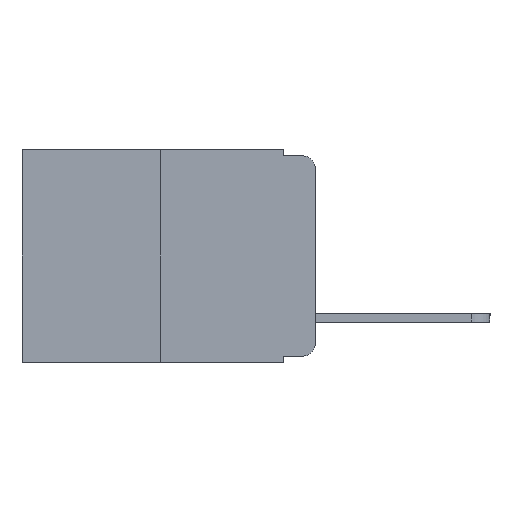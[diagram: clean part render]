
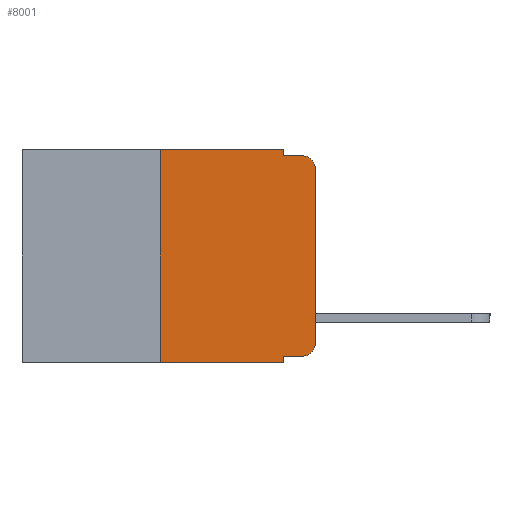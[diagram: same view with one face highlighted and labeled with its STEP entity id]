
A CAD part, left-side view. The second image highlights one B-rep face of the part: STEP entity #8001.
In plain terms, the highlighted planar face has unit normal (-1, 0, 0).
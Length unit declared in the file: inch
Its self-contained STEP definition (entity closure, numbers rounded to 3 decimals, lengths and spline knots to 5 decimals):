
#51 = CARTESIAN_POINT ( 'NONE',  ( 0., 0.051, -0.01 ) ) ;
#469 = DIRECTION ( 'NONE',  ( 0., 0., -1. ) ) ;
#1190 = DIRECTION ( 'NONE',  ( -1., 0., 0. ) ) ;
#1319 = VECTOR ( 'NONE', #5989, 39.37008 ) ;
#1373 = CARTESIAN_POINT ( 'NONE',  ( 0., 0.02, -0.03 ) ) ;
#1424 = VERTEX_POINT ( 'NONE', #6267 ) ;
#1610 = ORIENTED_EDGE ( 'NONE', *, *, #2995, .T. ) ;
#1685 = ORIENTED_EDGE ( 'NONE', *, *, #3814, .T. ) ;
#1973 = DIRECTION ( 'NONE',  ( 0., 0., 1. ) ) ;
#2048 = DIRECTION ( 'NONE',  ( 0., 0., -1. ) ) ;
#2051 = CIRCLE ( 'NONE', #5672, 0.02 ) ;
#2096 = DIRECTION ( 'NONE',  ( 0., 0., -1. ) ) ;
#2417 = CARTESIAN_POINT ( 'NONE',  ( 0., 0.25, -0.343 ) ) ;
#2533 = VERTEX_POINT ( 'NONE', #9355 ) ;
#2744 = VECTOR ( 'NONE', #2096, 39.37008 ) ;
#2786 = DIRECTION ( 'NONE',  ( 0., 0., -1. ) ) ;
#2825 = LINE ( 'NONE', #5857, #8853 ) ;
#2995 = EDGE_CURVE ( 'NONE', #13776, #1424, #2051, .T. ) ;
#3391 = LINE ( 'NONE', #4557, #11992 ) ;
#3402 = ORIENTED_EDGE ( 'NONE', *, *, #4630, .F. ) ;
#3413 = VERTEX_POINT ( 'NONE', #10039 ) ;
#3531 = ORIENTED_EDGE ( 'NONE', *, *, #6294, .F. ) ;
#3814 = EDGE_CURVE ( 'NONE', #9908, #13776, #13091, .T. ) ;
#3874 = CARTESIAN_POINT ( 'NONE',  ( 0., 0.02, -0.313 ) ) ;
#3928 = EDGE_CURVE ( 'NONE', #2533, #6945, #2825, .T. ) ;
#4226 = DIRECTION ( 'NONE',  ( 0., -1., 0. ) ) ;
#4426 = CARTESIAN_POINT ( 'NONE',  ( 0., 0., 0. ) ) ;
#4557 = CARTESIAN_POINT ( 'NONE',  ( 0., 0.051, 0. ) ) ;
#4630 = EDGE_CURVE ( 'NONE', #9908, #6816, #3391, .T. ) ;
#4711 = LINE ( 'NONE', #4426, #13061 ) ;
#4848 = DIRECTION ( 'NONE',  ( 0., -1., 0. ) ) ;
#4870 = ORIENTED_EDGE ( 'NONE', *, *, #7890, .T. ) ;
#5478 = EDGE_CURVE ( 'NONE', #10121, #2533, #7740, .T. ) ;
#5622 = DIRECTION ( 'NONE',  ( 0., 0., -1. ) ) ;
#5672 = AXIS2_PLACEMENT_3D ( 'NONE', #3874, #8928, #2786 ) ;
#5682 = DIRECTION ( 'NONE',  ( 0., 0., 1. ) ) ;
#5825 = CARTESIAN_POINT ( 'NONE',  ( 0., 0.051, -0.01 ) ) ;
#5857 = CARTESIAN_POINT ( 'NONE',  ( 0., 0.473, 0. ) ) ;
#5908 = VERTEX_POINT ( 'NONE', #51 ) ;
#5989 = DIRECTION ( 'NONE',  ( 0., -1., 0. ) ) ;
#6073 = DIRECTION ( 'NONE',  ( 0., -1., 0. ) ) ;
#6207 = VECTOR ( 'NONE', #4226, 39.37008 ) ;
#6267 = CARTESIAN_POINT ( 'NONE',  ( 0., 0., -0.313 ) ) ;
#6294 = EDGE_CURVE ( 'NONE', #6945, #5908, #6404, .T. ) ;
#6404 = LINE ( 'NONE', #12967, #2744 ) ;
#6493 = EDGE_CURVE ( 'NONE', #10121, #6816, #6589, .T. ) ;
#6589 = LINE ( 'NONE', #10906, #6207 ) ;
#6750 = CARTESIAN_POINT ( 'NONE',  ( 0., 0., -0.03 ) ) ;
#6816 = VERTEX_POINT ( 'NONE', #8861 ) ;
#6896 = EDGE_LOOP ( 'NONE', ( #7347, #4870, #8432, #3531, #8962, #7344, #7147, #3402, #1685, #1610 ) ) ;
#6945 = VERTEX_POINT ( 'NONE', #13887 ) ;
#7102 = EDGE_CURVE ( 'NONE', #5908, #3413, #7869, .T. ) ;
#7147 = ORIENTED_EDGE ( 'NONE', *, *, #6493, .T. ) ;
#7230 = VERTEX_POINT ( 'NONE', #6750 ) ;
#7344 = ORIENTED_EDGE ( 'NONE', *, *, #5478, .F. ) ;
#7347 = ORIENTED_EDGE ( 'NONE', *, *, #9357, .T. ) ;
#7404 = CARTESIAN_POINT ( 'NONE',  ( 0., 0.051, -0.333 ) ) ;
#7740 = LINE ( 'NONE', #10263, #12887 ) ;
#7826 = DIRECTION ( 'NONE',  ( 1., 0., 0. ) ) ;
#7869 = LINE ( 'NONE', #5825, #1319 ) ;
#7890 = EDGE_CURVE ( 'NONE', #7230, #3413, #14520, .T. ) ;
#7987 = CARTESIAN_POINT ( 'NONE',  ( 0., 0.02, -0.333 ) ) ;
#8001 = ADVANCED_FACE ( 'NONE', ( #10682 ), #13938, .F. ) ;
#8333 = AXIS2_PLACEMENT_3D ( 'NONE', #11966, #7826, #469 ) ;
#8432 = ORIENTED_EDGE ( 'NONE', *, *, #7102, .F. ) ;
#8853 = VECTOR ( 'NONE', #6073, 39.37008 ) ;
#8861 = CARTESIAN_POINT ( 'NONE',  ( 0., 0.051, -0.343 ) ) ;
#8928 = DIRECTION ( 'NONE',  ( -1., 0., 0. ) ) ;
#8962 = ORIENTED_EDGE ( 'NONE', *, *, #3928, .F. ) ;
#9355 = CARTESIAN_POINT ( 'NONE',  ( 0., 0.25, 0. ) ) ;
#9357 = EDGE_CURVE ( 'NONE', #1424, #7230, #4711, .T. ) ;
#9908 = VERTEX_POINT ( 'NONE', #14181 ) ;
#10039 = CARTESIAN_POINT ( 'NONE',  ( 0., 0.02, -0.01 ) ) ;
#10121 = VERTEX_POINT ( 'NONE', #2417 ) ;
#10162 = VECTOR ( 'NONE', #4848, 39.37008 ) ;
#10263 = CARTESIAN_POINT ( 'NONE',  ( 0., 0.25, 0. ) ) ;
#10682 = FACE_OUTER_BOUND ( 'NONE', #6896, .T. ) ;
#10906 = CARTESIAN_POINT ( 'NONE',  ( 0., 0.473, -0.343 ) ) ;
#11966 = CARTESIAN_POINT ( 'NONE',  ( 0., 0.473, 0. ) ) ;
#11992 = VECTOR ( 'NONE', #5622, 39.37008 ) ;
#12887 = VECTOR ( 'NONE', #1973, 39.37008 ) ;
#12967 = CARTESIAN_POINT ( 'NONE',  ( 0., 0.051, 0. ) ) ;
#13061 = VECTOR ( 'NONE', #5682, 39.37008 ) ;
#13091 = LINE ( 'NONE', #7404, #10162 ) ;
#13776 = VERTEX_POINT ( 'NONE', #7987 ) ;
#13887 = CARTESIAN_POINT ( 'NONE',  ( 0., 0.051, 0. ) ) ;
#13938 = PLANE ( 'NONE',  #8333 ) ;
#13989 = AXIS2_PLACEMENT_3D ( 'NONE', #1373, #1190, #2048 ) ;
#14181 = CARTESIAN_POINT ( 'NONE',  ( 0., 0.051, -0.333 ) ) ;
#14520 = CIRCLE ( 'NONE', #13989, 0.02 ) ;
